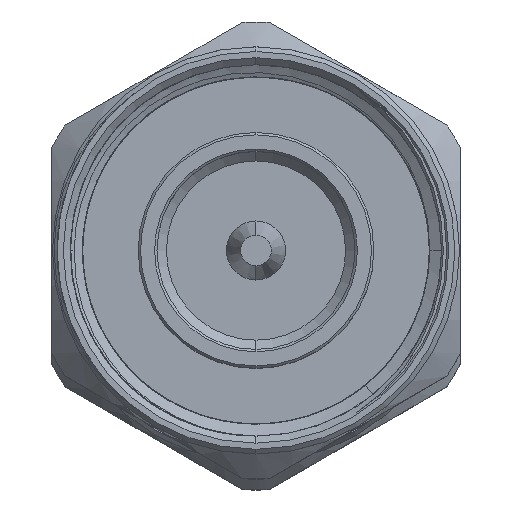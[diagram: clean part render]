
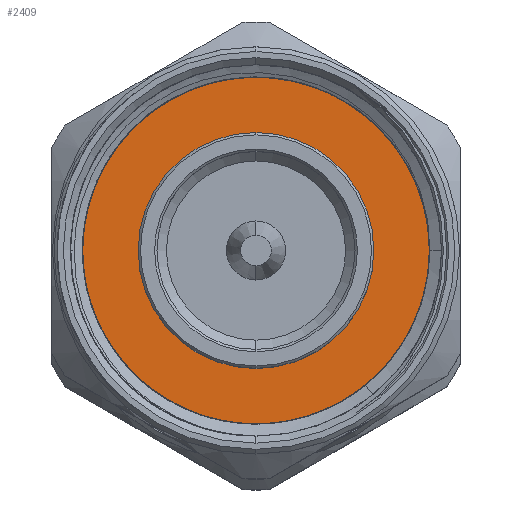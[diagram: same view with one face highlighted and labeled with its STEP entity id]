
A CAD part, top view. The second image highlights one B-rep face of the part: STEP entity #2409.
In plain terms, the highlighted face is planar.
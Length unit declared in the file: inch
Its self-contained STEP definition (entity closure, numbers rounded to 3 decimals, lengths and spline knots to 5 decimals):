
#29 = DIRECTION ( 'NONE',  ( -1., 0., 0. ) ) ;
#80 = VERTEX_POINT ( 'NONE', #6148 ) ;
#87 = PLANE ( 'NONE',  #5240 ) ;
#234 = CARTESIAN_POINT ( 'NONE',  ( 0.3317, 0.29945, -0.22719 ) ) ;
#289 = LINE ( 'NONE', #358, #5661 ) ;
#358 = CARTESIAN_POINT ( 'NONE',  ( 0.3317, 0.3937, 0. ) ) ;
#409 = CIRCLE ( 'NONE', #3264, 0.24999 ) ;
#437 = DIRECTION ( 'NONE',  ( -1., 0., 0. ) ) ;
#503 = DIRECTION ( 'NONE',  ( 0., -1., 0. ) ) ;
#621 = CARTESIAN_POINT ( 'NONE',  ( 0.3317, 0.26397, -0.26976 ) ) ;
#704 = CARTESIAN_POINT ( 'NONE',  ( 0.3317, 0.34356, -0.14563 ) ) ;
#733 = CARTESIAN_POINT ( 'NONE',  ( 0.3317, 0.07264, -0.37827 ) ) ;
#1068 = CARTESIAN_POINT ( 'NONE',  ( 0.3317, 0.3937, 0. ) ) ;
#1082 = CARTESIAN_POINT ( 'NONE',  ( 0.3317, 0.28835, -0.24193 ) ) ;
#1107 = CARTESIAN_POINT ( 'NONE',  ( 0.3317, 0.34982, -0.12826 ) ) ;
#1389 = EDGE_CURVE ( 'NONE', #3888, #80, #5269, .T. ) ;
#1404 = CIRCLE ( 'NONE', #5363, 0.24999 ) ;
#1418 = DIRECTION ( 'NONE',  ( 0., -1., 0. ) ) ;
#1471 = EDGE_LOOP ( 'NONE', ( #2507, #2688 ) ) ;
#1671 = CARTESIAN_POINT ( 'NONE',  ( 0.3317, 0.15955, -0.34614 ) ) ;
#1698 = CARTESIAN_POINT ( 'NONE',  ( 0.3317, 0., 0. ) ) ;
#1739 = CARTESIAN_POINT ( 'NONE',  ( 0.3317, -0.259, -0.29645 ) ) ;
#1747 = CARTESIAN_POINT ( 'NONE',  ( 0.3317, -0.27282, -0.28385 ) ) ;
#1760 = DIRECTION ( 'NONE',  ( -1., 0., 0. ) ) ;
#1850 = VERTEX_POINT ( 'NONE', #3999 ) ;
#1968 = EDGE_LOOP ( 'NONE', ( #5917, #5838, #2973, #4586 ) ) ;
#2069 = CARTESIAN_POINT ( 'NONE',  ( 0.3317, -0.03846, -0.38495 ) ) ;
#2099 = CARTESIAN_POINT ( 'NONE',  ( 0.3317, 0.02643, -0.38387 ) ) ;
#2375 = B_SPLINE_CURVE_WITH_KNOTS ( 'NONE', 3,
 ( #5365, #3455, #4912, #2502, #4044, #1107, #704, #4509, #5966, #234, #1082, #621, #4388, #5868, #2984, #2562, #1671, #4885, #733, #2099, #2533, #4414, #4446, #2069, #4605, #4668, #4540, #4635, #3139, #3668, #5579, #4078, #1739, #5039 ),
 .UNSPECIFIED., .F., .F.,
 ( 4, 2, 2, 2, 2, 2, 2, 2, 2, 2, 2, 2, 2, 2, 2, 2, 4 ),
 ( 0., 0.00142, 0.00284, 0.00426, 0.00568, 0.0071, 0.00853, 0.00995, 0.01137, 0.01421, 0.01492, 0.01563, 0.01705, 0.01847, 0.01989, 0.02131, 0.02273 ),
 .UNSPECIFIED. ) ;
#2409 = ADVANCED_FACE ( 'NONE', ( #3098, #2642 ), #87, .T. ) ;
#2411 = AXIS2_PLACEMENT_3D ( 'NONE', #5002, #1760, #5574 ) ;
#2502 = CARTESIAN_POINT ( 'NONE',  ( 0.3317, 0.36341, -0.07443 ) ) ;
#2507 = ORIENTED_EDGE ( 'NONE', *, *, #4898, .T. ) ;
#2533 = CARTESIAN_POINT ( 'NONE',  ( 0.3317, 0.01709, -0.38465 ) ) ;
#2562 = CARTESIAN_POINT ( 'NONE',  ( 0.3317, 0.17602, -0.33744 ) ) ;
#2642 = FACE_BOUND ( 'NONE', #1471, .T. ) ;
#2688 = ORIENTED_EDGE ( 'NONE', *, *, #4805, .T. ) ;
#2764 = EDGE_CURVE ( 'NONE', #3848, #3888, #2375, .T. ) ;
#2809 = CARTESIAN_POINT ( 'NONE',  ( 0.3317, -0.24999, 0. ) ) ;
#2973 = ORIENTED_EDGE ( 'NONE', *, *, #1389, .T. ) ;
#2984 = CARTESIAN_POINT ( 'NONE',  ( 0.3317, 0.20734, -0.31787 ) ) ;
#3098 = FACE_OUTER_BOUND ( 'NONE', #1968, .T. ) ;
#3139 = CARTESIAN_POINT ( 'NONE',  ( 0.3317, -0.16408, -0.3544 ) ) ;
#3264 = AXIS2_PLACEMENT_3D ( 'NONE', #1698, #3569, #5542 ) ;
#3455 = CARTESIAN_POINT ( 'NONE',  ( 0.3317, 0.36886, -0.01871 ) ) ;
#3520 = CARTESIAN_POINT ( 'NONE',  ( 0.3317, 0.36833, 0. ) ) ;
#3569 = DIRECTION ( 'NONE',  ( 1., 0., 0. ) ) ;
#3668 = CARTESIAN_POINT ( 'NONE',  ( 0.3317, -0.19728, -0.33825 ) ) ;
#3745 = CARTESIAN_POINT ( 'NONE',  ( 0.3317, 0., 0. ) ) ;
#3848 = VERTEX_POINT ( 'NONE', #3520 ) ;
#3888 = VERTEX_POINT ( 'NONE', #1747 ) ;
#3999 = CARTESIAN_POINT ( 'NONE',  ( 0.3317, 0.24999, 0. ) ) ;
#4044 = CARTESIAN_POINT ( 'NONE',  ( 0.3317, 0.35974, -0.0927 ) ) ;
#4078 = CARTESIAN_POINT ( 'NONE',  ( 0.3317, -0.24435, -0.30799 ) ) ;
#4215 = EDGE_CURVE ( 'NONE', #80, #4310, #5085, .T. ) ;
#4270 = CARTESIAN_POINT ( 'NONE',  ( 0.3317, 0., 0. ) ) ;
#4310 = VERTEX_POINT ( 'NONE', #1068 ) ;
#4388 = CARTESIAN_POINT ( 'NONE',  ( 0.3317, 0.25057, -0.28294 ) ) ;
#4414 = CARTESIAN_POINT ( 'NONE',  ( 0.3317, -0.00149, -0.38553 ) ) ;
#4425 = VERTEX_POINT ( 'NONE', #2809 ) ;
#4446 = CARTESIAN_POINT ( 'NONE',  ( 0.3317, -0.01075, -0.38563 ) ) ;
#4509 = CARTESIAN_POINT ( 'NONE',  ( 0.3317, 0.32839, -0.17951 ) ) ;
#4540 = CARTESIAN_POINT ( 'NONE',  ( 0.3317, -0.11165, -0.37259 ) ) ;
#4586 = ORIENTED_EDGE ( 'NONE', *, *, #4215, .T. ) ;
#4605 = CARTESIAN_POINT ( 'NONE',  ( 0.3317, -0.05683, -0.38319 ) ) ;
#4635 = CARTESIAN_POINT ( 'NONE',  ( 0.3317, -0.14696, -0.36127 ) ) ;
#4668 = CARTESIAN_POINT ( 'NONE',  ( 0.3317, -0.09337, -0.37703 ) ) ;
#4718 = EDGE_CURVE ( 'NONE', #4310, #3848, #289, .T. ) ;
#4779 = DIRECTION ( 'NONE',  ( 1., 0., 0. ) ) ;
#4805 = EDGE_CURVE ( 'NONE', #1850, #4425, #409, .T. ) ;
#4885 = CARTESIAN_POINT ( 'NONE',  ( 0.3317, 0.10823, -0.36857 ) ) ;
#4898 = EDGE_CURVE ( 'NONE', #4425, #1850, #1404, .T. ) ;
#4912 = CARTESIAN_POINT ( 'NONE',  ( 0.3317, 0.36797, -0.03733 ) ) ;
#5002 = CARTESIAN_POINT ( 'NONE',  ( 0.3317, 0., 0. ) ) ;
#5039 = CARTESIAN_POINT ( 'NONE',  ( 0.3317, -0.27282, -0.28385 ) ) ;
#5085 = CIRCLE ( 'NONE', #2411, 0.3937 ) ;
#5240 = AXIS2_PLACEMENT_3D ( 'NONE', #4270, #29, #5717 ) ;
#5269 = CIRCLE ( 'NONE', #5879, 0.3937 ) ;
#5363 = AXIS2_PLACEMENT_3D ( 'NONE', #3745, #4779, #1418 ) ;
#5365 = CARTESIAN_POINT ( 'NONE',  ( 0.3317, 0.36833, 0. ) ) ;
#5446 = DIRECTION ( 'NONE',  ( 0., -1., 0. ) ) ;
#5542 = DIRECTION ( 'NONE',  ( 0., -1., 0. ) ) ;
#5574 = DIRECTION ( 'NONE',  ( 0., -1., 0. ) ) ;
#5579 = CARTESIAN_POINT ( 'NONE',  ( 0.3317, -0.21342, -0.32895 ) ) ;
#5661 = VECTOR ( 'NONE', #5446, 39.37008 ) ;
#5682 = CARTESIAN_POINT ( 'NONE',  ( 0.3317, 0., 0. ) ) ;
#5717 = DIRECTION ( 'NONE',  ( 0., -1., 0. ) ) ;
#5838 = ORIENTED_EDGE ( 'NONE', *, *, #2764, .T. ) ;
#5868 = CARTESIAN_POINT ( 'NONE',  ( 0.3317, 0.22225, -0.30698 ) ) ;
#5879 = AXIS2_PLACEMENT_3D ( 'NONE', #5682, #437, #503 ) ;
#5917 = ORIENTED_EDGE ( 'NONE', *, *, #4718, .T. ) ;
#5966 = CARTESIAN_POINT ( 'NONE',  ( 0.3317, 0.31944, -0.19606 ) ) ;
#6148 = CARTESIAN_POINT ( 'NONE',  ( 0.3317, -0.3937, 0. ) ) ;
